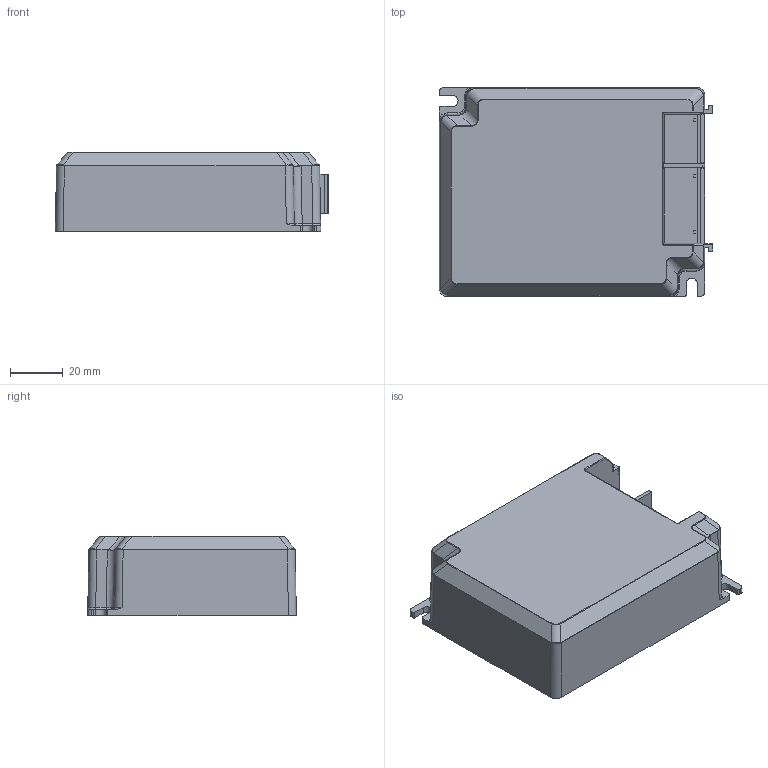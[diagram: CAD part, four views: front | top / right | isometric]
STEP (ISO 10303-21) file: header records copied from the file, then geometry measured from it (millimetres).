
FILE_DESCRIPTION((''),'2;1');
FILE_NAME('LTC60W-V9_ASM_ASM','2020-12-14T09:21:41',('wsenga'),(''),'CREO PARAMETRIC BY PTC INC, 2019080','CREO PARAMETRIC BY PTC INC, 2019080','');
FILE_SCHEMA(('CONFIG_CONTROL_DESIGN'));
Length unit declared in the file: millimetre
Products named in the file (4): MAWLTC60W-1A-V9_4_1; MAWLTC60W-2A-V9_1_1; LTC60WZ-V9_ASM_5_1_ASM; LTC60W-V9_ASM_ASM
Assembly tree (3 placements, depth 3):
  LTC60W-V9_ASM_ASM
    LTC60WZ-V9_ASM_5_1_ASM
      MAWLTC60W-1A-V9_4_1
      MAWLTC60W-2A-V9_1_1
Bounding box: 103.5 x 79 x 30 mm (x, y, z)
Volume: 36924.9 mm3; surface area: 52986 mm2
Topology: 2 solids, 2 shells, 416 faces, 1098 edges, 682 vertices
Faces by surface type: plane 200, cylinder 126, bspline 71, sphere 8, cone 8, torus 3
Entity records: 15926 total; most frequent: CARTESIAN_POINT 6208, ORIENTED_EDGE 2180, DIRECTION 1754, EDGE_CURVE 1090, VECTOR 684, LINE 684, VERTEX_POINT 682, AXIS2_PLACEMENT_3D 535
